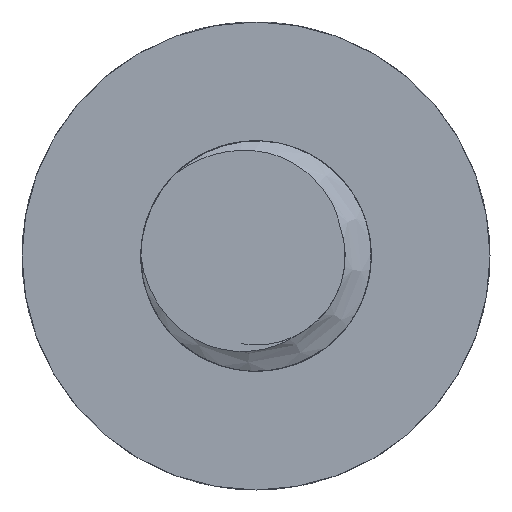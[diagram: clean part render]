
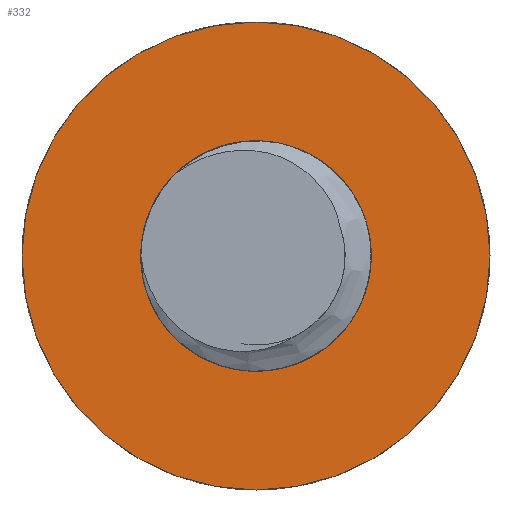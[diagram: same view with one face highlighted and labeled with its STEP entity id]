
A CAD part, left-side view. The second image highlights one B-rep face of the part: STEP entity #332.
In plain terms, the highlighted planar face has unit normal (-1, 0, 0).
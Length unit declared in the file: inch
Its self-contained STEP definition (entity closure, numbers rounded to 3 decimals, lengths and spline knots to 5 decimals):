
#21=FACE_BOUND('',#120,.T.);
#54=PLANE('',#364);
#65=CIRCLE('',#356,0.09525);
#67=CIRCLE('',#359,0.25);
#69=CIRCLE('',#363,0.123);
#94=FACE_OUTER_BOUND('',#119,.T.);
#119=EDGE_LOOP('',(#305));
#120=EDGE_LOOP('',(#306,#307,#308,#309));
#132=B_SPLINE_CURVE_WITH_KNOTS('',3,(#1666,#1667,#1668,#1669,#1670,#1671,
#1672,#1673,#1674,#1675,#1676,#1677,#1678,#1679,#1680,#1681,#1682,#1683,
#1684,#1685,#1686,#1687,#1688,#1689,#1690,#1691,#1692,#1693,#1694,#1695,
#1696,#1697,#1698,#1699,#1700,#1701,#1702,#1703,#1704,#1705,#1706,#1707,
#1708,#1709,#1710,#1711,#1712,#1713,#1714),.UNSPECIFIED.,.F.,.F.,(4,3,3,
3,3,3,3,3,3,3,3,3,3,3,3,3,4),(-0.56237,-0.55805,-0.51389,
-0.48481,-0.41655,-0.39205,-0.32711,
-0.30518,-0.28255,-0.26217,-0.20269,
-0.18218,-0.13664,-0.09895,-0.07848,
-0.02205,0.),.UNSPECIFIED.);
#137=B_SPLINE_CURVE_WITH_KNOTS('',3,(#2591,#2592,#2593,#2594,#2595,#2596,
#2597,#2598,#2599,#2600,#2601,#2602,#2603,#2604,#2605,#2606,#2607,#2608,
#2609,#2610,#2611,#2612,#2613,#2614,#2615,#2616,#2617,#2618,#2619,#2620,
#2621,#2622,#2623,#2624,#2625,#2626,#2627,#2628,#2629,#2630,#2631,#2632,
#2633,#2634,#2635,#2636,#2637,#2638,#2639),.UNSPECIFIED.,.F.,.F.,(4,3,3,
3,3,3,3,3,3,3,3,3,3,3,3,3,4),(-0.56544,-0.56205,-0.51798,
-0.48709,-0.45012,-0.42691,-0.36495,
-0.34167,-0.31989,-0.29826,-0.25306,
-0.23025,-0.17268,-0.13692,-0.11501,
-0.04609,0.),.UNSPECIFIED.);
#163=VERTEX_POINT('',#1664);
#164=VERTEX_POINT('',#1665);
#167=VERTEX_POINT('',#2123);
#169=VERTEX_POINT('',#2590);
#171=VERTEX_POINT('',#2956);
#205=EDGE_CURVE('',#163,#164,#132,.T.);
#209=EDGE_CURVE('',#164,#167,#65,.T.);
#212=EDGE_CURVE('',#167,#169,#137,.T.);
#215=EDGE_CURVE('',#171,#171,#67,.T.);
#217=EDGE_CURVE('',#169,#163,#69,.T.);
#305=ORIENTED_EDGE('',*,*,#215,.F.);
#306=ORIENTED_EDGE('',*,*,#217,.T.);
#307=ORIENTED_EDGE('',*,*,#205,.T.);
#308=ORIENTED_EDGE('',*,*,#209,.T.);
#309=ORIENTED_EDGE('',*,*,#212,.T.);
#332=ADVANCED_FACE('',(#94,#21),#54,.T.);
#356=AXIS2_PLACEMENT_3D('',#2124,#421,#422);
#359=AXIS2_PLACEMENT_3D('',#2957,#427,#428);
#363=AXIS2_PLACEMENT_3D('',#2961,#435,#436);
#364=AXIS2_PLACEMENT_3D('',#2962,#437,#438);
#421=DIRECTION('center_axis',(1.,0.,0.));
#422=DIRECTION('ref_axis',(0.,1.,0.));
#427=DIRECTION('center_axis',(1.,0.,0.));
#428=DIRECTION('ref_axis',(0.,0.,-1.));
#435=DIRECTION('center_axis',(1.,0.,0.));
#436=DIRECTION('ref_axis',(0.,1.,0.));
#437=DIRECTION('center_axis',(-1.,0.,0.));
#438=DIRECTION('ref_axis',(0.,0.,1.));
#1664=CARTESIAN_POINT('',(0.7,0.08697,0.08697));
#1665=CARTESIAN_POINT('',(0.7,-0.08971,0.03202));
#1666=CARTESIAN_POINT('Ctrl Pts',(0.7,0.08713,0.08714));
#1667=CARTESIAN_POINT('Ctrl Pts',(0.7,0.08669,0.08749));
#1668=CARTESIAN_POINT('Ctrl Pts',(0.7,0.08624,0.08784));
#1669=CARTESIAN_POINT('Ctrl Pts',(0.7,0.0858,0.08819));
#1670=CARTESIAN_POINT('Ctrl Pts',(0.7,0.08121,0.09173));
#1671=CARTESIAN_POINT('Ctrl Pts',(0.7,0.07636,0.09492));
#1672=CARTESIAN_POINT('Ctrl Pts',(0.7,0.07128,0.09774));
#1673=CARTESIAN_POINT('Ctrl Pts',(0.7,0.06793,0.09959));
#1674=CARTESIAN_POINT('Ctrl Pts',(0.7,0.06449,0.10129));
#1675=CARTESIAN_POINT('Ctrl Pts',(0.7,0.06097,0.10281));
#1676=CARTESIAN_POINT('Ctrl Pts',(0.7,0.0527,0.1064));
#1677=CARTESIAN_POINT('Ctrl Pts',(0.7,0.04403,0.10907));
#1678=CARTESIAN_POINT('Ctrl Pts',(0.7,0.03515,0.11075));
#1679=CARTESIAN_POINT('Ctrl Pts',(0.7,0.03197,0.11136));
#1680=CARTESIAN_POINT('Ctrl Pts',(0.7,0.02876,0.11184));
#1681=CARTESIAN_POINT('Ctrl Pts',(0.7,0.02555,0.11219));
#1682=CARTESIAN_POINT('Ctrl Pts',(0.7,0.01703,0.11311));
#1683=CARTESIAN_POINT('Ctrl Pts',(0.7,0.00846,0.11312));
#1684=CARTESIAN_POINT('Ctrl Pts',(0.7,0.,0.11217));
#1685=CARTESIAN_POINT('Ctrl Pts',(0.7,-0.00285,0.11185));
#1686=CARTESIAN_POINT('Ctrl Pts',(0.7,-0.00569,0.11142));
#1687=CARTESIAN_POINT('Ctrl Pts',(0.7,-0.00852,0.11088));
#1688=CARTESIAN_POINT('Ctrl Pts',(0.7,-0.01143,0.11031));
#1689=CARTESIAN_POINT('Ctrl Pts',(0.7,-0.01431,0.10963));
#1690=CARTESIAN_POINT('Ctrl Pts',(0.7,-0.01716,0.10883));
#1691=CARTESIAN_POINT('Ctrl Pts',(0.7,-0.01972,0.10811));
#1692=CARTESIAN_POINT('Ctrl Pts',(0.7,-0.02224,0.10729));
#1693=CARTESIAN_POINT('Ctrl Pts',(0.7,-0.02473,0.10636));
#1694=CARTESIAN_POINT('Ctrl Pts',(0.7,-0.03199,0.10368));
#1695=CARTESIAN_POINT('Ctrl Pts',(0.7,-0.03893,0.10013));
#1696=CARTESIAN_POINT('Ctrl Pts',(0.7,-0.04544,0.09584));
#1697=CARTESIAN_POINT('Ctrl Pts',(0.7,-0.04769,0.09436));
#1698=CARTESIAN_POINT('Ctrl Pts',(0.7,-0.04988,0.09279));
#1699=CARTESIAN_POINT('Ctrl Pts',(0.7,-0.05201,0.09114));
#1700=CARTESIAN_POINT('Ctrl Pts',(0.7,-0.05673,0.08748));
#1701=CARTESIAN_POINT('Ctrl Pts',(0.7,-0.06113,0.08343));
#1702=CARTESIAN_POINT('Ctrl Pts',(0.7,-0.06518,0.07904));
#1703=CARTESIAN_POINT('Ctrl Pts',(0.7,-0.06852,0.07541));
#1704=CARTESIAN_POINT('Ctrl Pts',(0.7,-0.07162,0.07154));
#1705=CARTESIAN_POINT('Ctrl Pts',(0.7,-0.07443,0.06745));
#1706=CARTESIAN_POINT('Ctrl Pts',(0.7,-0.07596,0.06524));
#1707=CARTESIAN_POINT('Ctrl Pts',(0.7,-0.0774,0.06296));
#1708=CARTESIAN_POINT('Ctrl Pts',(0.7,-0.07874,0.06064));
#1709=CARTESIAN_POINT('Ctrl Pts',(0.7,-0.08245,0.05424));
#1710=CARTESIAN_POINT('Ctrl Pts',(0.7,-0.08543,0.04747));
#1711=CARTESIAN_POINT('Ctrl Pts',(0.7,-0.08758,0.04041));
#1712=CARTESIAN_POINT('Ctrl Pts',(0.7,-0.08842,0.03766));
#1713=CARTESIAN_POINT('Ctrl Pts',(0.7,-0.08913,0.03486));
#1714=CARTESIAN_POINT('Ctrl Pts',(0.7,-0.08971,0.03202));
#2123=CARTESIAN_POINT('',(0.7,-0.04079,-0.08608));
#2124=CARTESIAN_POINT('Origin',(0.7,0.,0.));
#2590=CARTESIAN_POINT('',(0.7,0.123,0.));
#2591=CARTESIAN_POINT('Ctrl Pts',(0.7,-0.04086,-0.08623));
#2592=CARTESIAN_POINT('Ctrl Pts',(0.7,-0.04049,-0.08648));
#2593=CARTESIAN_POINT('Ctrl Pts',(0.7,-0.04012,-0.08672));
#2594=CARTESIAN_POINT('Ctrl Pts',(0.7,-0.03975,-0.08696));
#2595=CARTESIAN_POINT('Ctrl Pts',(0.7,-0.03494,-0.09006));
#2596=CARTESIAN_POINT('Ctrl Pts',(0.7,-0.02983,-0.09268));
#2597=CARTESIAN_POINT('Ctrl Pts',(0.7,-0.02451,-0.09482));
#2598=CARTESIAN_POINT('Ctrl Pts',(0.7,-0.02078,-0.09632));
#2599=CARTESIAN_POINT('Ctrl Pts',(0.7,-0.01694,
-0.09759));
#2600=CARTESIAN_POINT('Ctrl Pts',(0.7,-0.01304,-0.09862));
#2601=CARTESIAN_POINT('Ctrl Pts',(0.7,-0.00838,-0.09985));
#2602=CARTESIAN_POINT('Ctrl Pts',(0.7,-0.00362,-0.10076));
#2603=CARTESIAN_POINT('Ctrl Pts',(0.7,0.0012,-0.10133));
#2604=CARTESIAN_POINT('Ctrl Pts',(0.7,0.00422,-0.10169));
#2605=CARTESIAN_POINT('Ctrl Pts',(0.7,0.00726,-0.10192));
#2606=CARTESIAN_POINT('Ctrl Pts',(0.7,0.0103,-0.10202));
#2607=CARTESIAN_POINT('Ctrl Pts',(0.7,0.01841,-0.10229));
#2608=CARTESIAN_POINT('Ctrl Pts',(0.7,0.02652,-0.10164));
#2609=CARTESIAN_POINT('Ctrl Pts',(0.7,0.03446,-0.1001));
#2610=CARTESIAN_POINT('Ctrl Pts',(0.7,0.03744,-0.09952));
#2611=CARTESIAN_POINT('Ctrl Pts',(0.7,0.0404,-0.09882));
#2612=CARTESIAN_POINT('Ctrl Pts',(0.7,0.04333,-0.09798));
#2613=CARTESIAN_POINT('Ctrl Pts',(0.7,0.04606,-0.0972));
#2614=CARTESIAN_POINT('Ctrl Pts',(0.7,0.04876,-0.09631));
#2615=CARTESIAN_POINT('Ctrl Pts',(0.7,0.05141,-0.09531));
#2616=CARTESIAN_POINT('Ctrl Pts',(0.7,0.05404,-0.09432));
#2617=CARTESIAN_POINT('Ctrl Pts',(0.7,0.05662,-0.09322));
#2618=CARTESIAN_POINT('Ctrl Pts',(0.7,0.05915,-0.09202));
#2619=CARTESIAN_POINT('Ctrl Pts',(0.7,0.06444,-0.0895));
#2620=CARTESIAN_POINT('Ctrl Pts',(0.7,0.06949,-0.08653));
#2621=CARTESIAN_POINT('Ctrl Pts',(0.7,0.07428,-0.08314));
#2622=CARTESIAN_POINT('Ctrl Pts',(0.7,0.0767,-0.08143));
#2623=CARTESIAN_POINT('Ctrl Pts',(0.7,0.07905,-0.07962));
#2624=CARTESIAN_POINT('Ctrl Pts',(0.7,0.08133,-0.07771));
#2625=CARTESIAN_POINT('Ctrl Pts',(0.7,0.08709,-0.0729));
#2626=CARTESIAN_POINT('Ctrl Pts',(0.7,0.09235,-0.06751));
#2627=CARTESIAN_POINT('Ctrl Pts',(0.7,0.09706,-0.06167));
#2628=CARTESIAN_POINT('Ctrl Pts',(0.7,0.1,-0.05804));
#2629=CARTESIAN_POINT('Ctrl Pts',(0.7,0.10272,-0.05423));
#2630=CARTESIAN_POINT('Ctrl Pts',(0.7,0.10522,-0.05027));
#2631=CARTESIAN_POINT('Ctrl Pts',(0.7,0.10675,-0.04784));
#2632=CARTESIAN_POINT('Ctrl Pts',(0.7,0.1082,-0.04535));
#2633=CARTESIAN_POINT('Ctrl Pts',(0.7,0.10956,-0.04282));
#2634=CARTESIAN_POINT('Ctrl Pts',(0.7,0.11383,-0.03484));
#2635=CARTESIAN_POINT('Ctrl Pts',(0.7,0.1172,-0.02643));
#2636=CARTESIAN_POINT('Ctrl Pts',(0.7,0.11958,-0.01775));
#2637=CARTESIAN_POINT('Ctrl Pts',(0.7,0.12118,-0.01194));
#2638=CARTESIAN_POINT('Ctrl Pts',(0.7,0.12233,-0.00601));
#2639=CARTESIAN_POINT('Ctrl Pts',(0.7,0.123,0.));
#2956=CARTESIAN_POINT('',(0.7,0.25,0.));
#2957=CARTESIAN_POINT('Origin',(0.7,0.,0.));
#2961=CARTESIAN_POINT('Origin',(0.7,0.,0.));
#2962=CARTESIAN_POINT('Origin',(0.7,0.25,0.));
